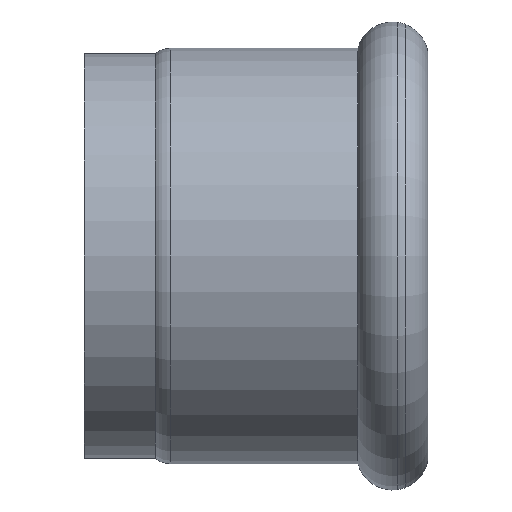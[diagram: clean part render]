
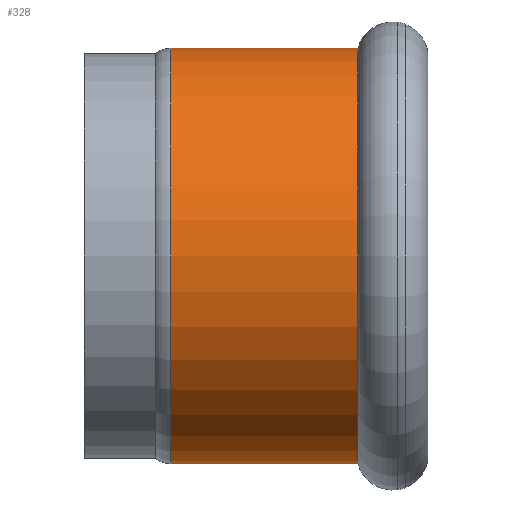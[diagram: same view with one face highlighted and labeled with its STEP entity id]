
A CAD part, front view. The second image highlights one B-rep face of the part: STEP entity #328.
In plain terms, the highlighted cylindrical face has radius 28.75 mm (diameter 57.5 mm), a full revolution.
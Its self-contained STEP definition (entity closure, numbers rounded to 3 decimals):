
#24=LINE('',#642,#31);
#31=VECTOR('',#534,28.75);
#37=CYLINDRICAL_SURFACE('',#407,28.75);
#51=FACE_OUTER_BOUND('',#67,.T.);
#67=EDGE_LOOP('',(#294,#295,#296,#297,#298,#299,#300,#301));
#75=CIRCLE('',#358,28.75);
#76=CIRCLE('',#359,28.75);
#80=CIRCLE('',#363,28.75);
#109=CIRCLE('',#403,28.75);
#110=CIRCLE('',#404,28.75);
#111=CIRCLE('',#405,28.75);
#119=VERTEX_POINT('',#553);
#120=VERTEX_POINT('',#554);
#121=VERTEX_POINT('',#556);
#149=VERTEX_POINT('',#634);
#150=VERTEX_POINT('',#635);
#151=VERTEX_POINT('',#637);
#158=EDGE_CURVE('',#119,#120,#75,.T.);
#159=EDGE_CURVE('',#120,#121,#76,.T.);
#163=EDGE_CURVE('',#121,#119,#80,.T.);
#198=EDGE_CURVE('',#149,#150,#109,.T.);
#199=EDGE_CURVE('',#151,#149,#110,.T.);
#200=EDGE_CURVE('',#150,#151,#111,.T.);
#202=EDGE_CURVE('',#120,#151,#24,.T.);
#294=ORIENTED_EDGE('',*,*,#158,.F.);
#295=ORIENTED_EDGE('',*,*,#163,.F.);
#296=ORIENTED_EDGE('',*,*,#159,.F.);
#297=ORIENTED_EDGE('',*,*,#202,.T.);
#298=ORIENTED_EDGE('',*,*,#199,.T.);
#299=ORIENTED_EDGE('',*,*,#198,.T.);
#300=ORIENTED_EDGE('',*,*,#200,.T.);
#301=ORIENTED_EDGE('',*,*,#202,.F.);
#328=ADVANCED_FACE('',(#51),#37,.T.);
#358=AXIS2_PLACEMENT_3D('',#555,#428,#429);
#359=AXIS2_PLACEMENT_3D('',#557,#430,#431);
#363=AXIS2_PLACEMENT_3D('',#563,#438,#439);
#403=AXIS2_PLACEMENT_3D('',#636,#524,#525);
#404=AXIS2_PLACEMENT_3D('',#638,#526,#527);
#405=AXIS2_PLACEMENT_3D('',#639,#528,#529);
#407=AXIS2_PLACEMENT_3D('',#641,#532,#533);
#428=DIRECTION('center_axis',(1.,0.,0.));
#429=DIRECTION('ref_axis',(0.,1.,0.));
#430=DIRECTION('center_axis',(1.,0.,0.));
#431=DIRECTION('ref_axis',(0.,1.,0.));
#438=DIRECTION('center_axis',(1.,0.,0.));
#439=DIRECTION('ref_axis',(0.,1.,0.));
#524=DIRECTION('center_axis',(1.,0.,0.));
#525=DIRECTION('ref_axis',(0.,1.,0.));
#526=DIRECTION('center_axis',(1.,0.,0.));
#527=DIRECTION('ref_axis',(0.,1.,0.));
#528=DIRECTION('center_axis',(1.,0.,0.));
#529=DIRECTION('ref_axis',(0.,1.,0.));
#532=DIRECTION('center_axis',(1.,0.,0.));
#533=DIRECTION('ref_axis',(0.,1.,0.));
#534=DIRECTION('',(-1.,0.,0.));
#553=CARTESIAN_POINT('',(-9.693,0.,28.75));
#554=CARTESIAN_POINT('',(-9.693,-28.75,0.));
#555=CARTESIAN_POINT('Origin',(-9.693,0.,0.));
#556=CARTESIAN_POINT('',(-9.693,0.,-28.75));
#557=CARTESIAN_POINT('Origin',(-9.693,0.,0.));
#563=CARTESIAN_POINT('Origin',(-9.693,0.,0.));
#634=CARTESIAN_POINT('',(-35.6,28.75,0.));
#635=CARTESIAN_POINT('',(-35.6,0.,28.75));
#636=CARTESIAN_POINT('Origin',(-35.6,0.,0.));
#637=CARTESIAN_POINT('',(-35.6,-28.75,0.));
#638=CARTESIAN_POINT('Origin',(-35.6,0.,0.));
#639=CARTESIAN_POINT('Origin',(-35.6,0.,0.));
#641=CARTESIAN_POINT('Origin',(-22.647,0.,0.));
#642=CARTESIAN_POINT('',(-22.647,-28.75,0.));
